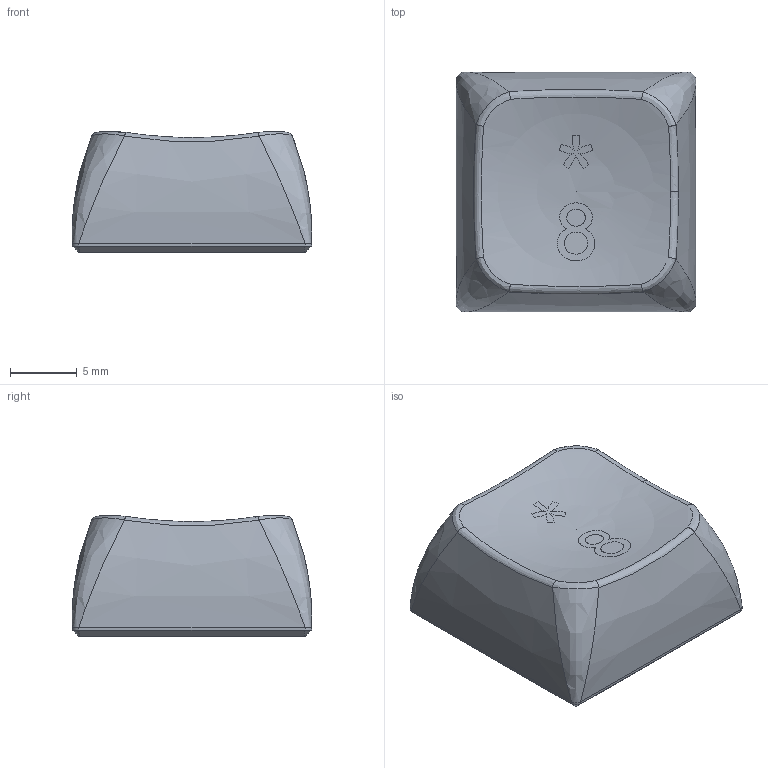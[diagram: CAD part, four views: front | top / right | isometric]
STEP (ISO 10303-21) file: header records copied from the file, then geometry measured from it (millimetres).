
FILE_DESCRIPTION(('Open CASCADE Model'),'2;1');
FILE_NAME('8*','2025-07-26T23:18:24',('Author'),('Open CASCADE'), 'Open CASCADE STEP processor 7.8','build123d','Unknown');
FILE_SCHEMA(('AUTOMOTIVE_DESIGN { 1 0 10303 214 1 1 1 1 }'));
Length unit declared in the file: millimetre
Products named in the file (7): =>[0:1:1:2]; 8*; SOLID; ASSEMBLY
Assembly tree (6 placements, depth 5):
  =>[0:1:1:2]
    8*
      SOLID
      ASSEMBLY
        ASSEMBLY
          SOLID
          SOLID
Bounding box: 18 x 18 x 9.08 mm (x, y, z)
Volume: 1259.6 mm3; surface area: 1546.1 mm2
Topology: 3 solids, 3 shells, 129 faces, 338 edges, 217 vertices
Faces by surface type: plane 77, bspline 26, cylinder 9, extrusion 8, sphere 5, cone 4
Full cylindrical faces by diameter (mm): 5.5 x1
Entity records: 18606 total; most frequent: CARTESIAN_POINT 12296, DIRECTION 1007, ORIENTED_EDGE 666, PCURVE 666, DEFINITIONAL_REPRESENTATION 666, VECTOR 564, LINE 556, EDGE_CURVE 333
